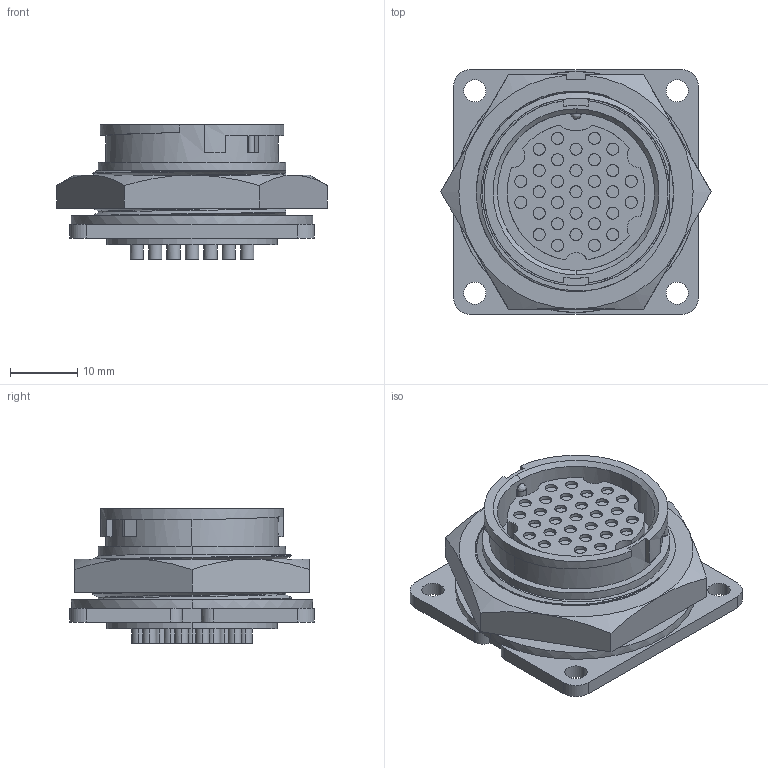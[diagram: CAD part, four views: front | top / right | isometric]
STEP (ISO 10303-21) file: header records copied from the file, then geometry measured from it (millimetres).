
FILE_DESCRIPTION (( 'STEP AP203' ), '1' );
FILE_NAME ('24280-31SG-300.STEP', '2015-12-22T22:13:47', ( '' ), ( '' ), 'SwSTEP 2.0', 'SolidWorks 2014', '' );
FILE_SCHEMA (( 'CONFIG_CONTROL_DESIGN' ));
Length unit declared in the file: millimetre
Products named in the file (2): 24280-31SG-300
Bounding box: 40.33 x 36.51 x 20.04 mm (x, y, z)
Volume: 13185.3 mm3; surface area: 8320.9 mm2
Topology: 2 solids, 2 shells, 356 faces, 819 edges, 533 vertices
Faces by surface type: cylinder 212, plane 118, bspline 18, cone 8
Entity records: 25485 total; most frequent: CARTESIAN_POINT 18183, ORIENTED_EDGE 1634, DIRECTION 1113, EDGE_CURVE 817, VERTEX_POINT 533, EDGE_LOOP 434, B_SPLINE_CURVE_WITH_KNOTS 412, AXIS2_PLACEMENT_3D 406
